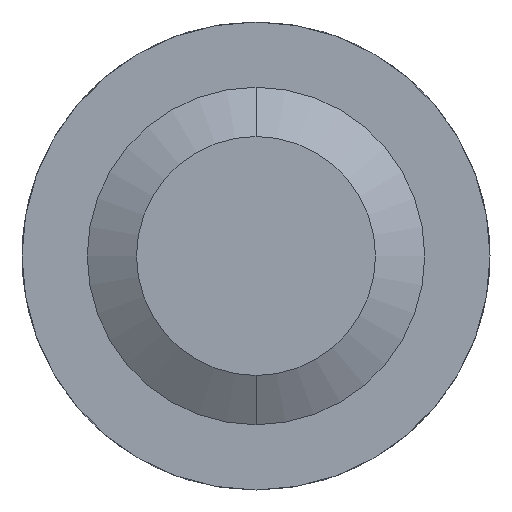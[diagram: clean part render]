
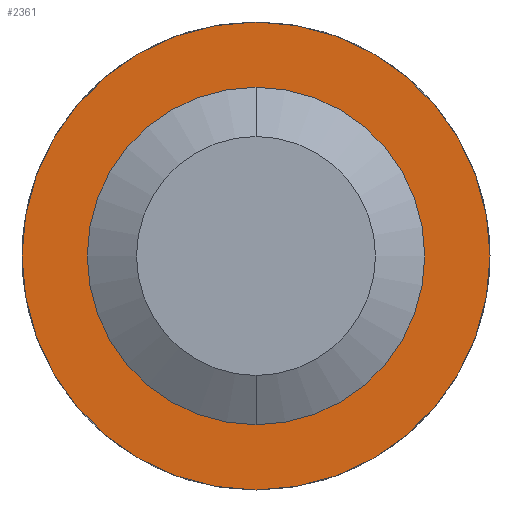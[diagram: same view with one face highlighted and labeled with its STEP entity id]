
A CAD part, front view. The second image highlights one B-rep face of the part: STEP entity #2361.
In plain terms, the highlighted planar face has unit normal (0, -1, 0).
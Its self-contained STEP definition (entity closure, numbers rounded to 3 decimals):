
#13 = AXIS2_PLACEMENT_3D ( 'NONE', #1797, #753, #4212 ) ;
#223 = EDGE_CURVE ( 'Defeature ausgef�hrt1_4+Defeature ausgef�hrt1_5+Defeature ausgef�hrt1_5+Defeature ausgef�hrt1_5', #1262, #4174, #3320, .T. ) ;
#390 = VERTEX_POINT ( 'NONE', #2323 ) ;
#692 = CARTESIAN_POINT ( 'NONE',  ( 0., -2.5, -0.95 ) ) ;
#700 = CIRCLE ( 'NONE', #2157, 0.685 ) ;
#753 = DIRECTION ( 'NONE',  ( 0., 1., 0. ) ) ;
#1234 = PLANE ( 'NONE',  #1267 ) ;
#1262 = VERTEX_POINT ( 'NONE', #2069 ) ;
#1267 = AXIS2_PLACEMENT_3D ( 'NONE', #2580, #3971, #2241 ) ;
#1281 = ORIENTED_EDGE ( 'NONE', *, *, #2256, .T. ) ;
#1286 = FACE_OUTER_BOUND ( 'NONE', #1642, .T. ) ;
#1623 = DIRECTION ( 'NONE',  ( 0., 1., 0. ) ) ;
#1642 = EDGE_LOOP ( 'NONE', ( #3611, #1741 ) ) ;
#1741 = ORIENTED_EDGE ( 'NONE', *, *, #1823, .F. ) ;
#1763 = ORIENTED_EDGE ( 'NONE', *, *, #4339, .T. ) ;
#1797 = CARTESIAN_POINT ( 'NONE',  ( 0., -2.5, 0. ) ) ;
#1823 = EDGE_CURVE ( 'Defeature ausgef�hrt1_4+Defeature ausgef�hrt1_5+Defeature ausgef�hrt1_5+Defeature ausgef�hrt1_5', #4174, #1262, #2417, .T. ) ;
#2069 = CARTESIAN_POINT ( 'NONE',  ( 0., -2.5, 0.95 ) ) ;
#2127 = CIRCLE ( 'NONE', #4334, 0.685 ) ;
#2157 = AXIS2_PLACEMENT_3D ( 'NONE', #2365, #3435, #3785 ) ;
#2209 = DIRECTION ( 'NONE',  ( 0., 0., 1. ) ) ;
#2241 = DIRECTION ( 'NONE',  ( 0., 0., 1. ) ) ;
#2256 = EDGE_CURVE ( 'Defeature ausgef�hrt1_5+Defeature ausgef�hrt1_6+Defeature ausgef�hrt1_6+Defeature ausgef�hrt1_6', #4405, #390, #700, .T. ) ;
#2322 = DIRECTION ( 'NONE',  ( 0., 0., 1. ) ) ;
#2323 = CARTESIAN_POINT ( 'NONE',  ( 0., -2.5, -0.685 ) ) ;
#2361 = ADVANCED_FACE ( 'Defeature ausgef�hrt1_5', ( #1286, #3594 ), #1234, .F. ) ;
#2365 = CARTESIAN_POINT ( 'NONE',  ( 0., -2.5, 0. ) ) ;
#2417 = CIRCLE ( 'NONE', #2768, 0.95 ) ;
#2580 = CARTESIAN_POINT ( 'NONE',  ( 0.95, -2.5, 0. ) ) ;
#2768 = AXIS2_PLACEMENT_3D ( 'NONE', #4063, #1623, #2322 ) ;
#2922 = CARTESIAN_POINT ( 'NONE',  ( 0., -2.5, 0.685 ) ) ;
#3320 = CIRCLE ( 'NONE', #13, 0.95 ) ;
#3435 = DIRECTION ( 'NONE',  ( 0., 1., 0. ) ) ;
#3594 = FACE_BOUND ( 'NONE', #3986, .T. ) ;
#3611 = ORIENTED_EDGE ( 'NONE', *, *, #223, .F. ) ;
#3785 = DIRECTION ( 'NONE',  ( 0., 0., 1. ) ) ;
#3939 = CARTESIAN_POINT ( 'NONE',  ( 0., -2.5, 0. ) ) ;
#3971 = DIRECTION ( 'NONE',  ( 0., 1., 0. ) ) ;
#3986 = EDGE_LOOP ( 'NONE', ( #1281, #1763 ) ) ;
#4063 = CARTESIAN_POINT ( 'NONE',  ( 0., -2.5, 0. ) ) ;
#4174 = VERTEX_POINT ( 'NONE', #692 ) ;
#4212 = DIRECTION ( 'NONE',  ( 0., 0., 1. ) ) ;
#4273 = DIRECTION ( 'NONE',  ( 0., 1., 0. ) ) ;
#4334 = AXIS2_PLACEMENT_3D ( 'NONE', #3939, #4273, #2209 ) ;
#4339 = EDGE_CURVE ( 'Defeature ausgef�hrt1_5+Defeature ausgef�hrt1_6+Defeature ausgef�hrt1_6+Defeature ausgef�hrt1_6', #390, #4405, #2127, .T. ) ;
#4405 = VERTEX_POINT ( 'NONE', #2922 ) ;
